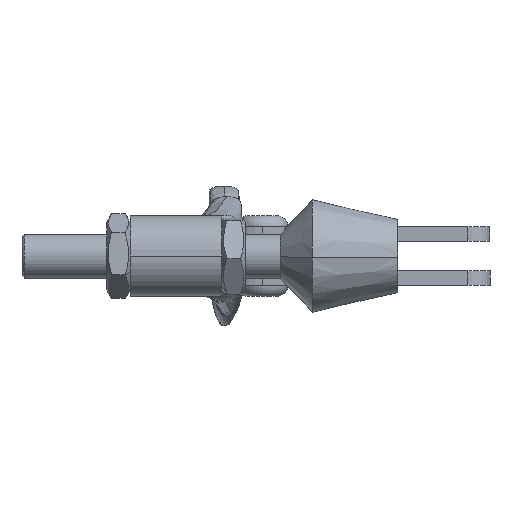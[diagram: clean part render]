
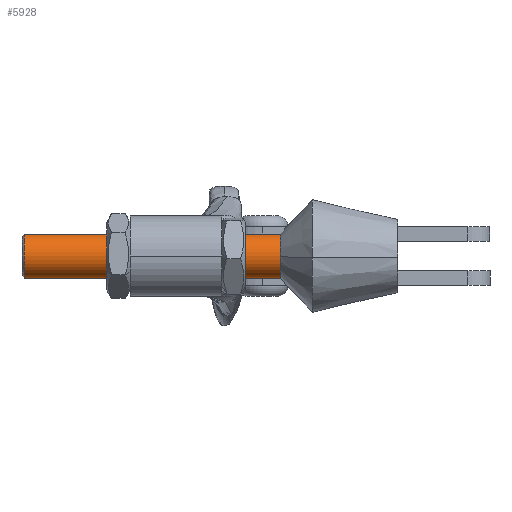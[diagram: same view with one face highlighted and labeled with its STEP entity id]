
A CAD part, left-side view. The second image highlights one B-rep face of the part: STEP entity #5928.
In plain terms, the highlighted cylindrical face has radius 3 mm (diameter 6 mm), a partial arc.
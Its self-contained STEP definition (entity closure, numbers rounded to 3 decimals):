
#689 = AXIS2_PLACEMENT_3D ( 'NONE', #16681, #16682, #16683 ) ;
#690 = AXIS2_PLACEMENT_3D ( 'NONE', #16688, #16689, #16690 ) ;
#1654 = DIRECTION ( 'NONE',  ( 0., 0., 1. ) ) ;
#1658 = DIRECTION ( 'NONE',  ( -1., 0., 0. ) ) ;
#1662 = CARTESIAN_POINT ( 'NONE',  ( 44.15, 0., 0. ) ) ;
#2272 = VERTEX_POINT ( 'NONE', #9893 ) ;
#2274 = VERTEX_POINT ( 'NONE', #9894 ) ;
#2276 = VERTEX_POINT ( 'NONE', #9895 ) ;
#2308 = VERTEX_POINT ( 'NONE', #9910 ) ;
#4898 = EDGE_CURVE ( 'NONE', #2308, #2276, #13539, .T. ) ;
#4899 = EDGE_CURVE ( 'NONE', #2274, #2276, #13540, .T. ) ;
#4900 = EDGE_CURVE ( 'NONE', #2272, #2274, #13534, .T. ) ;
#4902 = EDGE_CURVE ( 'NONE', #2308, #2272, #13542, .T. ) ;
#5928 = ADVANCED_FACE ( 'NONE', ( #19008 ), #19010, .T. ) ;
#6636 = AXIS2_PLACEMENT_3D ( 'NONE', #1662, #1658, #1654 ) ;
#8381 = ORIENTED_EDGE ( 'NONE', *, *, #4899, .T. ) ;
#9893 = CARTESIAN_POINT ( 'NONE',  ( 43.85, 0., -3. ) ) ;
#9894 = CARTESIAN_POINT ( 'NONE',  ( 4.15, 0., -3. ) ) ;
#9895 = CARTESIAN_POINT ( 'NONE',  ( 4.15, 0., 3. ) ) ;
#9910 = CARTESIAN_POINT ( 'NONE',  ( 43.85, 0., 3. ) ) ;
#12580 = ORIENTED_EDGE ( 'NONE', *, *, #4898, .F. ) ;
#12581 = ORIENTED_EDGE ( 'NONE', *, *, #4900, .T. ) ;
#12592 = ORIENTED_EDGE ( 'NONE', *, *, #4902, .T. ) ;
#13534 = LINE ( 'NONE', #16680, #13544 ) ;
#13539 = LINE ( 'NONE', #16663, #13541 ) ;
#13540 = CIRCLE ( 'NONE', #689, 3. ) ;
#13541 = VECTOR ( 'NONE', #16671, 1000. ) ;
#13542 = CIRCLE ( 'NONE', #690, 3. ) ;
#13544 = VECTOR ( 'NONE', #16676, 1000. ) ;
#16663 = CARTESIAN_POINT ( 'NONE',  ( 44.15, 0., 3. ) ) ;
#16671 = DIRECTION ( 'NONE',  ( -1., 0., 0. ) ) ;
#16676 = DIRECTION ( 'NONE',  ( -1., 0., 0. ) ) ;
#16680 = CARTESIAN_POINT ( 'NONE',  ( 44.15, 0., -3. ) ) ;
#16681 = CARTESIAN_POINT ( 'NONE',  ( 4.15, 0., 0. ) ) ;
#16682 = DIRECTION ( 'NONE',  ( 1., 0., 0. ) ) ;
#16683 = DIRECTION ( 'NONE',  ( 0., 0., 1. ) ) ;
#16688 = CARTESIAN_POINT ( 'NONE',  ( 43.85, 0., 0. ) ) ;
#16689 = DIRECTION ( 'NONE',  ( -1., 0., 0. ) ) ;
#16690 = DIRECTION ( 'NONE',  ( 0., 0., -1. ) ) ;
#19008 = FACE_OUTER_BOUND ( 'NONE', #24142, .T. ) ;
#19010 = CYLINDRICAL_SURFACE ( 'NONE', #6636, 3. ) ;
#24142 = EDGE_LOOP ( 'NONE', ( #12592, #12581, #8381, #12580 ) ) ;
